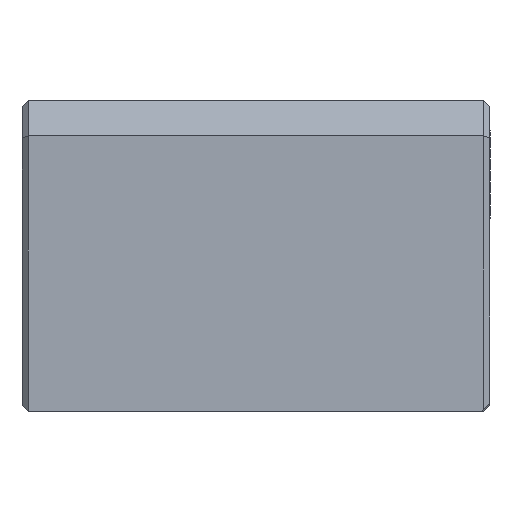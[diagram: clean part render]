
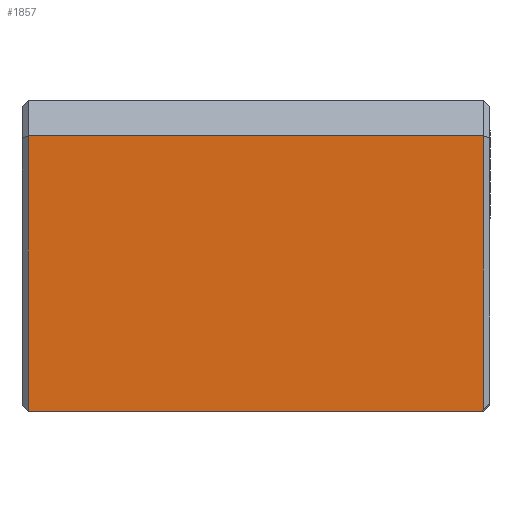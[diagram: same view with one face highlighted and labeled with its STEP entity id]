
A CAD part, left-side view. The second image highlights one B-rep face of the part: STEP entity #1857.
In plain terms, the highlighted planar face has unit normal (-1, 0, 0).
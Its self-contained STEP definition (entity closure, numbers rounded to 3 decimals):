
#176=FACE_OUTER_BOUND('',#298,.T.);
#298=EDGE_LOOP('',(#1394,#1395,#1396,#1397,#1398));
#467=LINE('',#2934,#663);
#470=LINE('',#2940,#666);
#471=LINE('',#2941,#667);
#472=LINE('',#2943,#668);
#473=LINE('',#2944,#669);
#663=VECTOR('',#2305,21.49);
#666=VECTOR('',#2310,21.59);
#667=VECTOR('',#2311,13.075);
#668=VECTOR('',#2312,0.141);
#669=VECTOR('',#2313,12.975);
#883=VERTEX_POINT('',#2932);
#884=VERTEX_POINT('',#2933);
#885=VERTEX_POINT('',#2938);
#886=VERTEX_POINT('',#2939);
#887=VERTEX_POINT('',#2942);
#1078=EDGE_CURVE('',#883,#884,#467,.T.);
#1081=EDGE_CURVE('',#885,#886,#470,.T.);
#1082=EDGE_CURVE('',#885,#883,#471,.T.);
#1083=EDGE_CURVE('',#884,#887,#472,.T.);
#1084=EDGE_CURVE('',#887,#886,#473,.T.);
#1394=ORIENTED_EDGE('',*,*,#1081,.F.);
#1395=ORIENTED_EDGE('',*,*,#1082,.T.);
#1396=ORIENTED_EDGE('',*,*,#1078,.T.);
#1397=ORIENTED_EDGE('',*,*,#1083,.T.);
#1398=ORIENTED_EDGE('',*,*,#1084,.T.);
#1763=PLANE('',#2020);
#1857=ADVANCED_FACE('',(#176),#1763,.F.);
#2020=AXIS2_PLACEMENT_3D('',#2937,#2308,#2309);
#2305=DIRECTION('',(0.,-1.,0.));
#2308=DIRECTION('center_axis',(1.,0.,0.));
#2309=DIRECTION('ref_axis',(0.,0.,-1.));
#2310=DIRECTION('',(0.,-1.,0.));
#2311=DIRECTION('',(0.,0.,-1.));
#2312=DIRECTION('',(0.,-0.707,0.707));
#2313=DIRECTION('',(0.,0.,1.));
#2932=CARTESIAN_POINT('',(-15.4,100.989,-30.494));
#2933=CARTESIAN_POINT('',(-15.4,79.5,-30.494));
#2934=CARTESIAN_POINT('',(-15.4,100.989,-30.494));
#2937=CARTESIAN_POINT('Origin',(-15.4,134.817,-28.994));
#2938=CARTESIAN_POINT('',(-15.4,100.989,-17.419));
#2939=CARTESIAN_POINT('',(-15.4,79.4,-17.419));
#2940=CARTESIAN_POINT('',(-15.4,100.989,-17.419));
#2941=CARTESIAN_POINT('',(-15.4,100.989,-17.419));
#2942=CARTESIAN_POINT('',(-15.4,79.4,-30.394));
#2943=CARTESIAN_POINT('',(-15.4,79.5,-30.494));
#2944=CARTESIAN_POINT('',(-15.4,79.4,-30.394));
